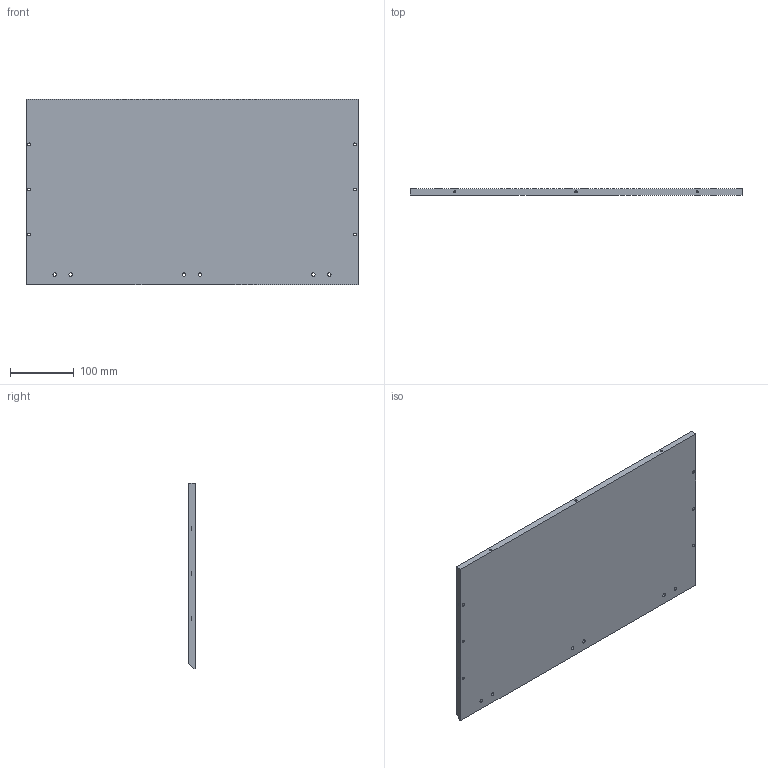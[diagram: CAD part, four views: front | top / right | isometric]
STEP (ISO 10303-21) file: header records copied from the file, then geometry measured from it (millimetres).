
FILE_DESCRIPTION (( 'STEP AP214' ), '1' );
FILE_NAME ('Housing_back.STEP', '2020-09-08T12:05:33', ( '' ), ( '' ), 'SwSTEP 2.0', 'SolidWorks 2019', '' );
FILE_SCHEMA (( 'AUTOMOTIVE_DESIGN' ));
Length unit declared in the file: millimetre
Products named in the file (1): Housing_back
Bounding box: 520 x 10 x 290 mm (x, y, z)
Volume: 1486195.7 mm3; surface area: 317773.6 mm2
Topology: 1 solids, 1 shells, 79 faces, 189 edges, 121 vertices
Faces by surface type: cylinder 54, plane 19, cone 6
Entity records: 2449 total; most frequent: DIRECTION 451, CARTESIAN_POINT 384, ORIENTED_EDGE 366, AXIS2_PLACEMENT_3D 188, EDGE_CURVE 183, VERTEX_POINT 121, EDGE_LOOP 118, CIRCLE 108
